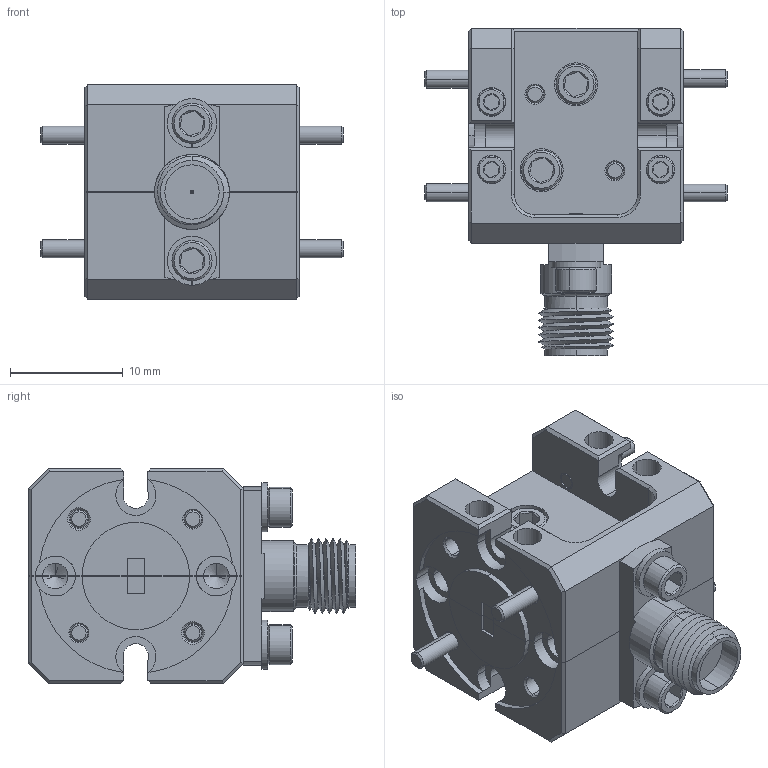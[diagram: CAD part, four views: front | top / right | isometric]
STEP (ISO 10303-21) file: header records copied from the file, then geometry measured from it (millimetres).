
FILE_DESCRIPTION (( 'STEP AP203' ), '1' );
FILE_NAME ('FP-DE2-A.STEP', '2022-06-29T21:38:45', ( '' ), ( '' ), 'SwSTEP 2.0', 'SolidWorks 2021', '' );
FILE_SCHEMA (( 'CONFIG_CONTROL_DESIGN' ));
Products named in the file (1): FP-DE2-A
Bounding box: 26.8 x 29.01 x 19.05 mm (x, y, z)
Volume: 4725.9 mm3; surface area: 5486.4 mm2
Topology: 19 solids, 19 shells, 1274 faces, 3410 edges, 2180 vertices
Faces by surface type: cylinder 828, plane 248, cone 178, bspline 18, torus 2
Entity records: 55363 total; most frequent: CARTESIAN_POINT 27304, ORIENTED_EDGE 6780, DIRECTION 5041, EDGE_CURVE 3390, VERTEX_POINT 2180, AXIS2_PLACEMENT_3D 1814, VECTOR 1413, LINE 1413
